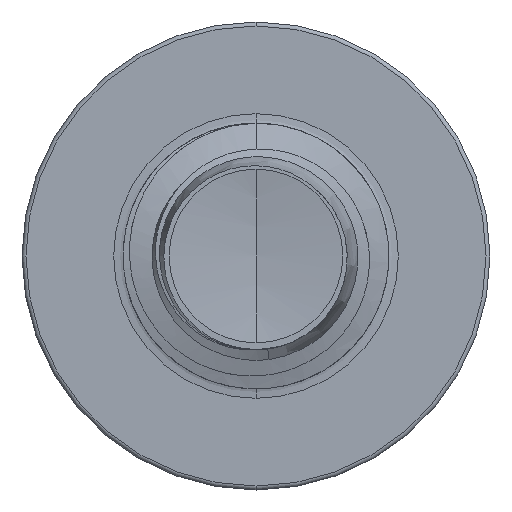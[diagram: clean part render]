
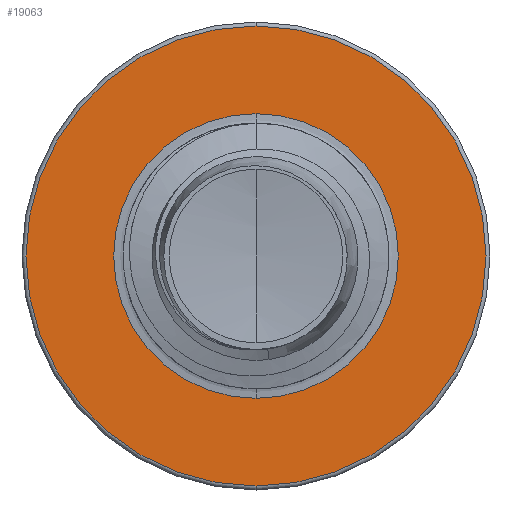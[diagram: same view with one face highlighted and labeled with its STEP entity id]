
A CAD part, front view. The second image highlights one B-rep face of the part: STEP entity #19063.
In plain terms, the highlighted planar face has unit normal (0, -1, 0).
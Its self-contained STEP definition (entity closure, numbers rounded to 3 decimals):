
#260 = ORIENTED_EDGE ( 'NONE', *, *, #22014, .T. ) ;
#633 = ORIENTED_EDGE ( 'NONE', *, *, #7655, .T. ) ;
#1203 = CARTESIAN_POINT ( 'NONE',  ( 0., 11., 2.677 ) ) ;
#1546 = EDGE_CURVE ( 'NONE', #4331, #10561, #13077, .T. ) ;
#1624 = CIRCLE ( 'NONE', #18627, 4.325 ) ;
#1919 = CARTESIAN_POINT ( 'NONE',  ( 0., 11., 4.325 ) ) ;
#2106 = AXIS2_PLACEMENT_3D ( 'NONE', #11416, #11410, #11387 ) ;
#2636 = DIRECTION ( 'NONE',  ( 0., 1., 0. ) ) ;
#2948 = CARTESIAN_POINT ( 'NONE',  ( 0., 11., 0. ) ) ;
#3823 = ORIENTED_EDGE ( 'NONE', *, *, #1546, .F. ) ;
#3824 = DIRECTION ( 'NONE',  ( 0., 1., 0. ) ) ;
#3932 = CARTESIAN_POINT ( 'NONE',  ( 0., 11., -2.677 ) ) ;
#4076 = ORIENTED_EDGE ( 'NONE', *, *, #17902, .F. ) ;
#4331 = VERTEX_POINT ( 'NONE', #1919 ) ;
#4934 = CARTESIAN_POINT ( 'NONE',  ( 0., 11., 0. ) ) ;
#5190 = DIRECTION ( 'NONE',  ( 0., 0., 1. ) ) ;
#6913 = PLANE ( 'NONE',  #19939 ) ;
#7061 = DIRECTION ( 'NONE',  ( 0., 0., 1. ) ) ;
#7207 = EDGE_LOOP ( 'NONE', ( #260, #633 ) ) ;
#7655 = EDGE_CURVE ( 'NONE', #10762, #18660, #17075, .T. ) ;
#9718 = CARTESIAN_POINT ( 'NONE',  ( 0., 11., 0. ) ) ;
#10561 = VERTEX_POINT ( 'NONE', #17709 ) ;
#10762 = VERTEX_POINT ( 'NONE', #3932 ) ;
#10813 = CIRCLE ( 'NONE', #20159, 2.677 ) ;
#10953 = CARTESIAN_POINT ( 'NONE',  ( 0., 11., -2.677 ) ) ;
#11387 = DIRECTION ( 'NONE',  ( 0., 0., 1. ) ) ;
#11410 = DIRECTION ( 'NONE',  ( 0., 1., 0. ) ) ;
#11416 = CARTESIAN_POINT ( 'NONE',  ( 0., 11., 0. ) ) ;
#12326 = DIRECTION ( 'NONE',  ( 0., 0., 1. ) ) ;
#13077 = CIRCLE ( 'NONE', #22303, 4.325 ) ;
#13548 = FACE_BOUND ( 'NONE', #7207, .T. ) ;
#16227 = DIRECTION ( 'NONE',  ( 0., 0., 1. ) ) ;
#16408 = DIRECTION ( 'NONE',  ( 0., 1., 0. ) ) ;
#17075 = CIRCLE ( 'NONE', #2106, 2.677 ) ;
#17467 = DIRECTION ( 'NONE',  ( 0., 1., 0. ) ) ;
#17709 = CARTESIAN_POINT ( 'NONE',  ( 0., 11., -4.325 ) ) ;
#17902 = EDGE_CURVE ( 'NONE', #10561, #4331, #1624, .T. ) ;
#18627 = AXIS2_PLACEMENT_3D ( 'NONE', #4934, #17467, #7061 ) ;
#18660 = VERTEX_POINT ( 'NONE', #1203 ) ;
#19063 = ADVANCED_FACE ( 'NONE', ( #20772, #13548 ), #6913, .F. ) ;
#19939 = AXIS2_PLACEMENT_3D ( 'NONE', #10953, #2636, #16227 ) ;
#20159 = AXIS2_PLACEMENT_3D ( 'NONE', #2948, #16408, #5190 ) ;
#20772 = FACE_OUTER_BOUND ( 'NONE', #21743, .T. ) ;
#21743 = EDGE_LOOP ( 'NONE', ( #3823, #4076 ) ) ;
#22014 = EDGE_CURVE ( 'NONE', #18660, #10762, #10813, .T. ) ;
#22303 = AXIS2_PLACEMENT_3D ( 'NONE', #9718, #3824, #12326 ) ;
